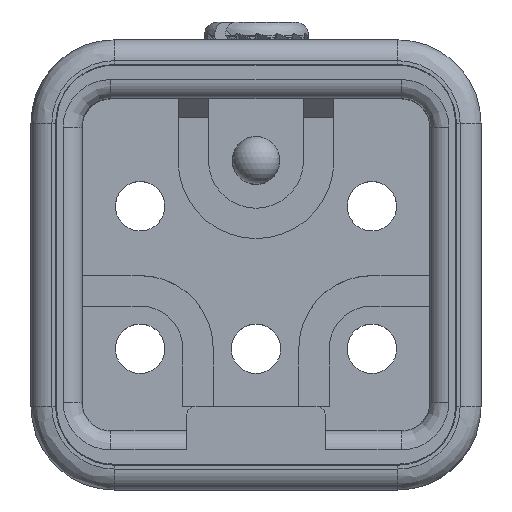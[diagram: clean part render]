
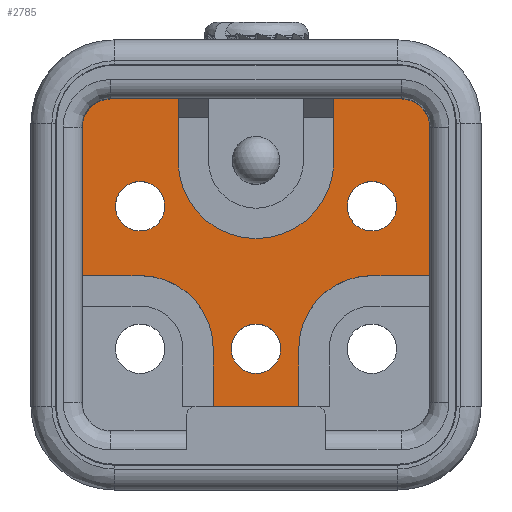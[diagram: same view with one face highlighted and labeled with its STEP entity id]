
A CAD part, top view. The second image highlights one B-rep face of the part: STEP entity #2785.
In plain terms, the highlighted planar face has unit normal (0, 0, 1).
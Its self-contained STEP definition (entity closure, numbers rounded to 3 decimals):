
#2785=ADVANCED_FACE('',(#3745,#3746,#3747,#3748),#3380,.F.);
#3380=PLANE('',#14856);
#3745=FACE_BOUND('',#3965,.T.);
#3746=FACE_BOUND('',#3966,.T.);
#3747=FACE_BOUND('',#3967,.T.);
#3748=FACE_BOUND('',#3968,.T.);
#3965=EDGE_LOOP('',(#5124));
#3966=EDGE_LOOP('',(#5125));
#3967=EDGE_LOOP('',(#5126));
#3968=EDGE_LOOP('',(#5127,#5128,#5129,#5130,#5131,#5132,#5133,#5134,#5135,
#5136,#5137,#5138,#5139,#5140,#5141,#5142));
#5124=ORIENTED_EDGE('',*,*,#9214,.F.);
#5125=ORIENTED_EDGE('',*,*,#9240,.F.);
#5126=ORIENTED_EDGE('',*,*,#9266,.F.);
#5127=ORIENTED_EDGE('',*,*,#9376,.F.);
#5128=ORIENTED_EDGE('',*,*,#9284,.F.);
#5129=ORIENTED_EDGE('',*,*,#9287,.F.);
#5130=ORIENTED_EDGE('',*,*,#9360,.T.);
#5131=ORIENTED_EDGE('',*,*,#9357,.F.);
#5132=ORIENTED_EDGE('',*,*,#9354,.F.);
#5133=ORIENTED_EDGE('',*,*,#9338,.F.);
#5134=ORIENTED_EDGE('',*,*,#9341,.F.);
#5135=ORIENTED_EDGE('',*,*,#9342,.F.);
#5136=ORIENTED_EDGE('',*,*,#9353,.F.);
#5137=ORIENTED_EDGE('',*,*,#9350,.F.);
#5138=ORIENTED_EDGE('',*,*,#9378,.F.);
#5139=ORIENTED_EDGE('',*,*,#9273,.F.);
#5140=ORIENTED_EDGE('',*,*,#9270,.F.);
#5141=ORIENTED_EDGE('',*,*,#9379,.F.);
#5142=ORIENTED_EDGE('',*,*,#9380,.F.);
#8094=VERTEX_POINT('',#19821);
#8114=VERTEX_POINT('',#19894);
#8134=VERTEX_POINT('',#19967);
#8136=VERTEX_POINT('',#19971);
#8138=VERTEX_POINT('',#19975);
#8139=VERTEX_POINT('',#19979);
#8148=VERTEX_POINT('',#20001);
#8150=VERTEX_POINT('',#20005);
#8152=VERTEX_POINT('',#20011);
#8189=VERTEX_POINT('',#20107);
#8191=VERTEX_POINT('',#20114);
#8193=VERTEX_POINT('',#20120);
#8194=VERTEX_POINT('',#20124);
#8197=VERTEX_POINT('',#20138);
#8199=VERTEX_POINT('',#20141);
#8201=VERTEX_POINT('',#20148);
#8203=VERTEX_POINT('',#20154);
#8214=VERTEX_POINT('',#20190);
#8215=VERTEX_POINT('',#20195);
#9214=EDGE_CURVE('',#8094,#8094,#11083,.T.);
#9240=EDGE_CURVE('',#8114,#8114,#11095,.T.);
#9266=EDGE_CURVE('',#8134,#8134,#11107,.T.);
#9270=EDGE_CURVE('',#8138,#8136,#11109,.T.);
#9273=EDGE_CURVE('',#8136,#8139,#12086,.T.);
#9284=EDGE_CURVE('',#8150,#8148,#11113,.T.);
#9287=EDGE_CURVE('',#8152,#8150,#12096,.T.);
#9338=EDGE_CURVE('',#8191,#8189,#12134,.T.);
#9341=EDGE_CURVE('',#8193,#8191,#11128,.T.);
#9342=EDGE_CURVE('',#8194,#8193,#12136,.T.);
#9350=EDGE_CURVE('',#8197,#8199,#11129,.T.);
#9353=EDGE_CURVE('',#8199,#8194,#12145,.T.);
#9354=EDGE_CURVE('',#8189,#8201,#12146,.T.);
#9357=EDGE_CURVE('',#8201,#8203,#11131,.T.);
#9360=EDGE_CURVE('',#8152,#8203,#12150,.T.);
#9376=EDGE_CURVE('',#8148,#8214,#12164,.T.);
#9378=EDGE_CURVE('',#8139,#8197,#12166,.T.);
#9379=EDGE_CURVE('',#8215,#8138,#12167,.T.);
#9380=EDGE_CURVE('',#8214,#8215,#12168,.T.);
#11083=CIRCLE('',#14750,1.3);
#11095=CIRCLE('',#14772,1.3);
#11107=CIRCLE('',#14794,1.3);
#11109=CIRCLE('',#14797,3.85);
#11113=CIRCLE('',#14805,3.85);
#11128=CIRCLE('',#14835,4.1);
#11129=CIRCLE('',#14841,1.5);
#11131=CIRCLE('',#14845,1.5);
#12086=LINE('',#19982,#13140);
#12096=LINE('',#20012,#13150);
#12134=LINE('',#20115,#13188);
#12136=LINE('',#20123,#13190);
#12145=LINE('',#20146,#13199);
#12146=LINE('',#20147,#13200);
#12150=LINE('',#20159,#13204);
#12164=LINE('',#20189,#13218);
#12166=LINE('',#20193,#13220);
#12167=LINE('',#20194,#13221);
#12168=LINE('',#20196,#13222);
#13140=VECTOR('',#16166,1.);
#13150=VECTOR('',#16192,1.);
#13188=VECTOR('',#16282,1.);
#13190=VECTOR('',#16292,1.);
#13199=VECTOR('',#16315,1.);
#13200=VECTOR('',#16316,1.);
#13204=VECTOR('',#16328,1.);
#13218=VECTOR('',#16356,1.);
#13220=VECTOR('',#16360,1.);
#13221=VECTOR('',#16361,1.);
#13222=VECTOR('',#16362,1.);
#14750=AXIS2_PLACEMENT_3D('',#19820,#16040,#16041);
#14772=AXIS2_PLACEMENT_3D('',#19893,#16096,#16097);
#14794=AXIS2_PLACEMENT_3D('',#19966,#16152,#16153);
#14797=AXIS2_PLACEMENT_3D('',#19976,#16160,#16161);
#14805=AXIS2_PLACEMENT_3D('',#20006,#16186,#16187);
#14835=AXIS2_PLACEMENT_3D('',#20121,#16288,#16289);
#14841=AXIS2_PLACEMENT_3D('',#20140,#16308,#16309);
#14845=AXIS2_PLACEMENT_3D('',#20153,#16321,#16322);
#14856=AXIS2_PLACEMENT_3D('',#20197,#16363,#16364);
#16040=DIRECTION('',(0.,0.,1.));
#16041=DIRECTION('',(-1.,0.,0.));
#16096=DIRECTION('',(0.,0.,1.));
#16097=DIRECTION('',(-1.,0.,0.));
#16152=DIRECTION('',(0.,0.,1.));
#16153=DIRECTION('',(-1.,0.,0.));
#16160=DIRECTION('',(0.,0.,1.));
#16161=DIRECTION('',(1.,0.,0.));
#16166=DIRECTION('',(-1.,0.,0.));
#16186=DIRECTION('',(0.,0.,1.));
#16187=DIRECTION('',(0.,1.,0.));
#16192=DIRECTION('',(-1.,0.,0.));
#16282=DIRECTION('',(0.,1.,0.));
#16288=DIRECTION('',(0.,0.,1.));
#16289=DIRECTION('',(-1.,0.,0.));
#16292=DIRECTION('',(0.,-1.,0.));
#16308=DIRECTION('',(0.,0.,-1.));
#16309=DIRECTION('',(-1.,0.,0.));
#16315=DIRECTION('',(1.,0.,0.));
#16316=DIRECTION('',(1.,0.,0.));
#16321=DIRECTION('',(0.,0.,-1.));
#16322=DIRECTION('',(0.,1.,0.));
#16328=DIRECTION('',(0.,1.,0.));
#16356=DIRECTION('',(0.,-1.,0.));
#16360=DIRECTION('',(0.,1.,0.));
#16361=DIRECTION('',(0.,1.,0.));
#16362=DIRECTION('',(-1.,0.,0.));
#16363=DIRECTION('',(0.,0.,-1.));
#16364=DIRECTION('',(-1.,0.,0.));
#19820=CARTESIAN_POINT('',(0.,-4.4,4.4));
#19821=CARTESIAN_POINT('',(-1.3,-4.4,4.4));
#19893=CARTESIAN_POINT('',(-6.1,3.1,4.4));
#19894=CARTESIAN_POINT('',(-7.4,3.1,4.4));
#19966=CARTESIAN_POINT('',(6.1,3.1,4.4));
#19967=CARTESIAN_POINT('',(4.8,3.1,4.4));
#19971=CARTESIAN_POINT('',(-6.1,-0.55,4.4));
#19975=CARTESIAN_POINT('',(-2.25,-4.4,4.4));
#19976=CARTESIAN_POINT('',(-6.1,-4.4,4.4));
#19979=CARTESIAN_POINT('',(-9.15,-0.55,4.4));
#19982=CARTESIAN_POINT('',(-6.1,-0.55,4.4));
#20001=CARTESIAN_POINT('',(2.25,-4.4,4.4));
#20005=CARTESIAN_POINT('',(6.1,-0.55,4.4));
#20006=CARTESIAN_POINT('',(6.1,-4.4,4.4));
#20011=CARTESIAN_POINT('',(9.15,-0.55,4.4));
#20012=CARTESIAN_POINT('',(9.15,-0.55,4.4));
#20107=CARTESIAN_POINT('',(4.1,8.75,4.4));
#20114=CARTESIAN_POINT('',(4.1,5.5,4.4));
#20115=CARTESIAN_POINT('',(4.1,5.5,4.4));
#20120=CARTESIAN_POINT('',(-4.1,5.5,4.4));
#20121=CARTESIAN_POINT('',(0.,5.5,4.4));
#20123=CARTESIAN_POINT('',(-4.1,8.75,4.4));
#20124=CARTESIAN_POINT('',(-4.1,8.75,4.4));
#20138=CARTESIAN_POINT('',(-9.15,7.25,4.4));
#20140=CARTESIAN_POINT('',(-7.65,7.25,4.4));
#20141=CARTESIAN_POINT('',(-7.65,8.75,4.4));
#20146=CARTESIAN_POINT('',(-7.65,8.75,4.4));
#20147=CARTESIAN_POINT('',(4.1,8.75,4.4));
#20148=CARTESIAN_POINT('',(7.65,8.75,4.4));
#20153=CARTESIAN_POINT('',(7.65,7.25,4.4));
#20154=CARTESIAN_POINT('',(9.15,7.25,4.4));
#20159=CARTESIAN_POINT('',(9.15,-0.55,4.4));
#20189=CARTESIAN_POINT('',(2.25,-4.4,4.4));
#20190=CARTESIAN_POINT('',(2.25,-7.45,4.4));
#20193=CARTESIAN_POINT('',(-9.15,-0.55,4.4));
#20194=CARTESIAN_POINT('',(-2.25,-7.45,4.4));
#20195=CARTESIAN_POINT('',(-2.25,-7.45,4.4));
#20196=CARTESIAN_POINT('',(2.25,-7.45,4.4));
#20197=CARTESIAN_POINT('',(9.607,-9.187,4.4));
